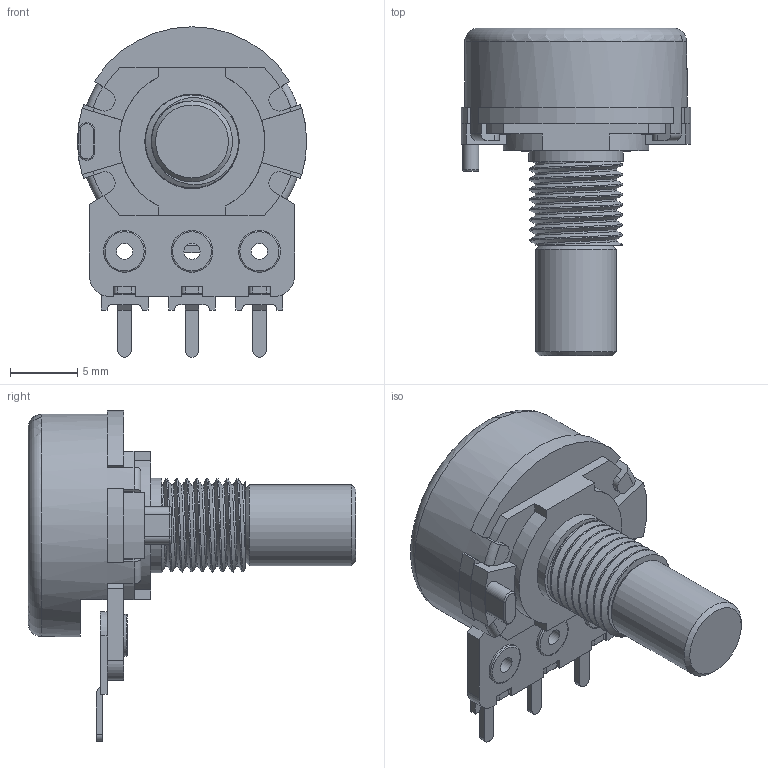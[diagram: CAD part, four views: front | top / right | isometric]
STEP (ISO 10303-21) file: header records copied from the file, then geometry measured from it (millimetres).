
FILE_DESCRIPTION(/* description */ (''),/* implementation_level */ '2;1');
FILE_NAME(/* name */ 'Potmeter.step',/* time_stamp */ '2023-01-04T19:54:42+01:00',/* author */ (''),/* organization */ (''),/* preprocessor_version */ 'ST-DEVELOPER v19.2',/* originating_system */ 'Autodesk Translation Framework v11.17.0.187',/* authorisation */ '');
FILE_SCHEMA (('AUTOMOTIVE_DESIGN { 1 0 10303 214 3 1 1 }'));
Length unit declared in the file: millimetre
Products named in the file (1): P160
Bounding box: 17 x 24.3 x 24.5 mm (x, y, z)
Volume: 1343.6 mm3; surface area: 2712 mm2
Topology: 6 solids, 6 shells, 263 faces, 731 edges, 486 vertices
Faces by surface type: plane 159, cylinder 88, torus 12, cone 2, bspline 2
Full cylindrical faces by diameter (mm): 1.2 x3, 2 x6, 3.1 x3, 6 x1, 6.048 x7, 7 x1, 15.5 x1, 16.5 x1
Entity records: 14565 total; most frequent: CARTESIAN_POINT 7626, ORIENTED_EDGE 1462, DIRECTION 1413, EDGE_CURVE 731, VERTEX_POINT 486, AXIS2_PLACEMENT_3D 478, LINE 457, VECTOR 457
